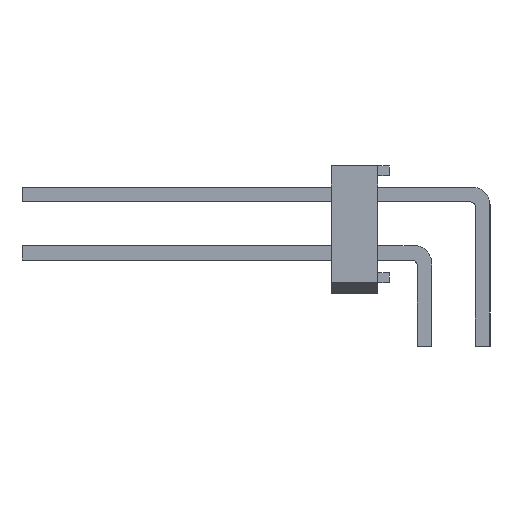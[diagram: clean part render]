
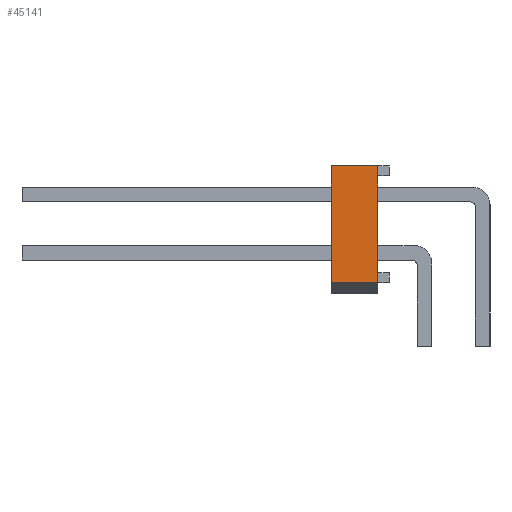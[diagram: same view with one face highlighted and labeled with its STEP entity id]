
A CAD part, left-side view. The second image highlights one B-rep face of the part: STEP entity #45141.
In plain terms, the highlighted face is planar.
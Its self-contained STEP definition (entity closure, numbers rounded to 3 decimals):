
#24338 = VERTEX_POINT('',#24339);
#24339 = CARTESIAN_POINT('',(44.45,2.54,-2.54));
#24345 = EDGE_CURVE('',#24338,#24346,#24348,.T.);
#24346 = VERTEX_POINT('',#24347);
#24347 = CARTESIAN_POINT('',(44.45,0.508,-2.54));
#24348 = LINE('',#24349,#24350);
#24349 = CARTESIAN_POINT('',(44.45,2.54,-2.54));
#24350 = VECTOR('',#24351,1.);
#24351 = DIRECTION('',(0.,-1.,0.));
#45106 = VERTEX_POINT('',#45107);
#45107 = CARTESIAN_POINT('',(44.45,0.508,2.54));
#45115 = EDGE_CURVE('',#45116,#45106,#45118,.T.);
#45116 = VERTEX_POINT('',#45117);
#45117 = CARTESIAN_POINT('',(44.45,2.54,2.54));
#45118 = LINE('',#45119,#45120);
#45119 = CARTESIAN_POINT('',(44.45,2.54,2.54));
#45120 = VECTOR('',#45121,1.);
#45121 = DIRECTION('',(0.,-1.,0.));
#45141 = ADVANCED_FACE('',(#45142),#45158,.F.);
#45142 = FACE_BOUND('',#45143,.T.);
#45143 = EDGE_LOOP('',(#45144,#45150,#45151,#45157));
#45144 = ORIENTED_EDGE('',*,*,#45145,.F.);
#45145 = EDGE_CURVE('',#24346,#45106,#45146,.T.);
#45146 = LINE('',#45147,#45148);
#45147 = CARTESIAN_POINT('',(44.45,0.508,2.54));
#45148 = VECTOR('',#45149,1.);
#45149 = DIRECTION('',(0.,0.,1.));
#45150 = ORIENTED_EDGE('',*,*,#24345,.F.);
#45151 = ORIENTED_EDGE('',*,*,#45152,.F.);
#45152 = EDGE_CURVE('',#45116,#24338,#45153,.T.);
#45153 = LINE('',#45154,#45155);
#45154 = CARTESIAN_POINT('',(44.45,2.54,2.54));
#45155 = VECTOR('',#45156,1.);
#45156 = DIRECTION('',(0.,0.,-1.));
#45157 = ORIENTED_EDGE('',*,*,#45115,.T.);
#45158 = PLANE('',#45159);
#45159 = AXIS2_PLACEMENT_3D('',#45160,#45161,#45162);
#45160 = CARTESIAN_POINT('',(44.45,2.54,2.54));
#45161 = DIRECTION('',(-1.,0.,0.));
#45162 = DIRECTION('',(0.,0.,1.));
